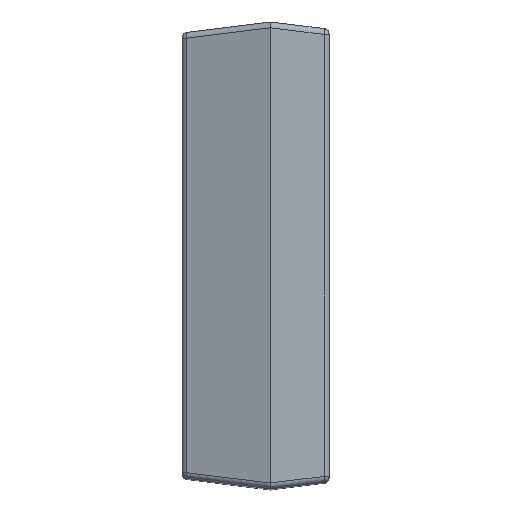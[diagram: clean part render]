
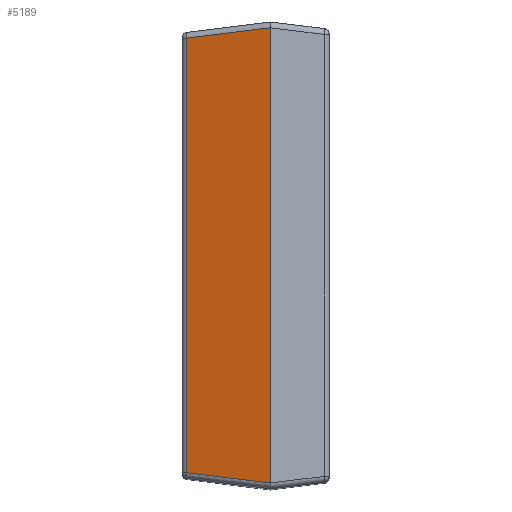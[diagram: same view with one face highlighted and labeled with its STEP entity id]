
A CAD part, top view. The second image highlights one B-rep face of the part: STEP entity #5189.
In plain terms, the highlighted planar face has unit normal (-0.259, 0, 0.966).
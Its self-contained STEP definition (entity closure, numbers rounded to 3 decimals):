
#61=ELLIPSE('',#5560,0.538,0.2);
#62=ELLIPSE('',#5561,0.538,0.2);
#312=PLANE('',#5559);
#572=FACE_OUTER_BOUND('',#893,.T.);
#893=EDGE_LOOP('',(#4305,#4306,#4307,#4308,#4309,#4310));
#1347=LINE('',#8568,#1922);
#1361=LINE('',#8610,#1936);
#1362=LINE('',#8615,#1937);
#1363=LINE('',#8616,#1938);
#1922=VECTOR('',#6482,1000.);
#1936=VECTOR('',#6516,1000.);
#1937=VECTOR('',#6521,1000.);
#1938=VECTOR('',#6522,1000.);
#2549=VERTEX_POINT('',#8566);
#2550=VERTEX_POINT('',#8567);
#2567=VERTEX_POINT('',#8608);
#2568=VERTEX_POINT('',#8609);
#2569=VERTEX_POINT('',#8612);
#2570=VERTEX_POINT('',#8614);
#3161=EDGE_CURVE('',#2549,#2550,#1347,.T.);
#3182=EDGE_CURVE('',#2567,#2568,#1361,.T.);
#3183=EDGE_CURVE('',#2568,#2549,#61,.T.);
#3184=EDGE_CURVE('',#2550,#2569,#62,.T.);
#3185=EDGE_CURVE('',#2569,#2570,#1362,.T.);
#3186=EDGE_CURVE('',#2570,#2567,#1363,.T.);
#4305=ORIENTED_EDGE('',*,*,#3182,.T.);
#4306=ORIENTED_EDGE('',*,*,#3183,.T.);
#4307=ORIENTED_EDGE('',*,*,#3161,.T.);
#4308=ORIENTED_EDGE('',*,*,#3184,.T.);
#4309=ORIENTED_EDGE('',*,*,#3185,.T.);
#4310=ORIENTED_EDGE('',*,*,#3186,.T.);
#5189=ADVANCED_FACE('',(#572),#312,.F.);
#5559=AXIS2_PLACEMENT_3D('',#8607,#6514,#6515);
#5560=AXIS2_PLACEMENT_3D('',#8611,#6517,#6518);
#5561=AXIS2_PLACEMENT_3D('',#8613,#6519,#6520);
#6482=DIRECTION('',(0.,1.,0.));
#6514=DIRECTION('center_axis',(0.259,0.,-0.966));
#6515=DIRECTION('ref_axis',(0.966,0.,0.259));
#6516=DIRECTION('',(0.959,-0.118,0.257));
#6517=DIRECTION('center_axis',(-0.259,0.,
0.966));
#6518=DIRECTION('ref_axis',(-0.958,-0.13,-0.257));
#6519=DIRECTION('center_axis',(-0.259,0.,0.966));
#6520=DIRECTION('ref_axis',(-0.958,0.13,-0.257));
#6521=DIRECTION('',(-0.959,-0.118,-0.257));
#6522=DIRECTION('',(0.,-1.,0.));
#8566=CARTESIAN_POINT('',(0.71,-7.701,26.31));
#8567=CARTESIAN_POINT('',(0.71,7.701,26.31));
#8568=CARTESIAN_POINT('',(0.71,-7.9,26.31));
#8607=CARTESIAN_POINT('Origin',(-4.001,-7.9,25.048));
#8608=CARTESIAN_POINT('',(-2.142,-7.355,25.546));
#8609=CARTESIAN_POINT('',(0.71,-7.705,26.31));
#8610=CARTESIAN_POINT('',(0.732,-7.708,26.316));
#8611=CARTESIAN_POINT('Origin',(0.194,-7.762,26.172));
#8612=CARTESIAN_POINT('',(0.71,7.705,26.31));
#8613=CARTESIAN_POINT('Origin',(0.194,7.762,26.172));
#8614=CARTESIAN_POINT('',(-2.142,7.355,25.546));
#8615=CARTESIAN_POINT('',(-5.699,6.918,24.593));
#8616=CARTESIAN_POINT('',(-2.142,-7.532,25.546));
